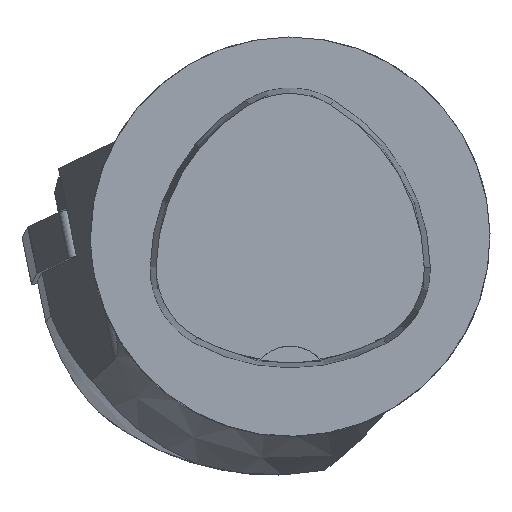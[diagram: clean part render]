
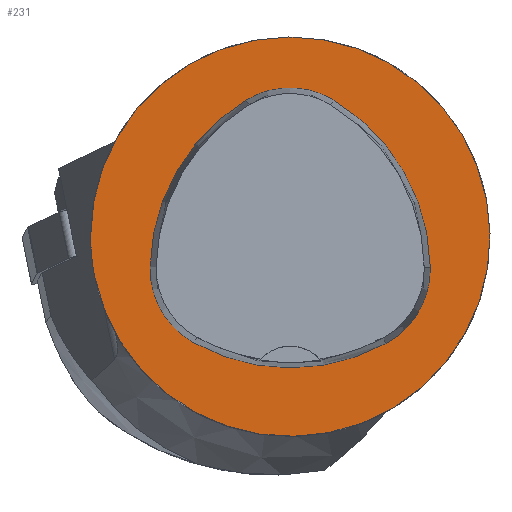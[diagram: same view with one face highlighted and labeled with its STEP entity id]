
A CAD part, top view. The second image highlights one B-rep face of the part: STEP entity #231.
In plain terms, the highlighted planar face has unit normal (0, 0, 1).
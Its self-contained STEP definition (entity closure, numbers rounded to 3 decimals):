
#136=FACE_BOUND('',#453,.T.);
#137=FACE_BOUND('',#454,.T.);
#154=CIRCLE('',#1681,20.);
#156=CIRCLE('',#1692,20.);
#158=CIRCLE('',#1695,8.5);
#160=CIRCLE('',#1698,20.);
#162=CIRCLE('',#1701,8.5);
#166=CIRCLE('',#1706,20.);
#168=CIRCLE('',#1709,8.5);
#231=ADVANCED_FACE('',(#136,#137),#305,.T.);
#305=PLANE('',#1714);
#453=EDGE_LOOP('',(#695,#696,#697,#698,#699,#700));
#454=EDGE_LOOP('',(#701));
#695=ORIENTED_EDGE('',*,*,#1215,.T.);
#696=ORIENTED_EDGE('',*,*,#1195,.T.);
#697=ORIENTED_EDGE('',*,*,#1199,.T.);
#698=ORIENTED_EDGE('',*,*,#1202,.T.);
#699=ORIENTED_EDGE('',*,*,#1205,.T.);
#700=ORIENTED_EDGE('',*,*,#1213,.T.);
#701=ORIENTED_EDGE('',*,*,#1177,.F.);
#1018=VERTEX_POINT('',#2450);
#1036=VERTEX_POINT('',#2487);
#1037=VERTEX_POINT('',#2488);
#1040=VERTEX_POINT('',#2496);
#1042=VERTEX_POINT('',#2502);
#1044=VERTEX_POINT('',#2508);
#1051=VERTEX_POINT('',#2529);
#1177=EDGE_CURVE('',#1018,#1018,#154,.T.);
#1195=EDGE_CURVE('',#1036,#1037,#156,.T.);
#1199=EDGE_CURVE('',#1037,#1040,#158,.T.);
#1202=EDGE_CURVE('',#1040,#1042,#160,.T.);
#1205=EDGE_CURVE('',#1042,#1044,#162,.T.);
#1213=EDGE_CURVE('',#1044,#1051,#166,.T.);
#1215=EDGE_CURVE('',#1051,#1036,#168,.T.);
#1681=AXIS2_PLACEMENT_3D('',#2449,#1919,#1920);
#1692=AXIS2_PLACEMENT_3D('',#2486,#1949,#1950);
#1695=AXIS2_PLACEMENT_3D('',#2495,#1957,#1958);
#1698=AXIS2_PLACEMENT_3D('',#2501,#1964,#1965);
#1701=AXIS2_PLACEMENT_3D('',#2507,#1971,#1972);
#1706=AXIS2_PLACEMENT_3D('',#2530,#1983,#1984);
#1709=AXIS2_PLACEMENT_3D('',#2533,#1989,#1990);
#1714=AXIS2_PLACEMENT_3D('',#2538,#1999,#2000);
#1919=DIRECTION('',(0.,0.,-1.));
#1920=DIRECTION('',(-1.,0.,0.));
#1949=DIRECTION('',(0.,0.,-1.));
#1950=DIRECTION('',(-1.,0.,0.));
#1957=DIRECTION('',(0.,0.,-1.));
#1958=DIRECTION('',(-1.,0.,0.));
#1964=DIRECTION('',(0.,0.,-1.));
#1965=DIRECTION('',(-1.,0.,0.));
#1971=DIRECTION('',(0.,0.,-1.));
#1972=DIRECTION('',(-1.,0.,0.));
#1983=DIRECTION('',(0.,0.,-1.));
#1984=DIRECTION('',(-1.,0.,0.));
#1989=DIRECTION('',(0.,0.,-1.));
#1990=DIRECTION('',(-1.,0.,0.));
#1999=DIRECTION('',(0.,0.,1.));
#2000=DIRECTION('',(-1.,0.,0.));
#2449=CARTESIAN_POINT('',(0.,0.,
0.));
#2450=CARTESIAN_POINT('',(-20.,0.,0.));
#2486=CARTESIAN_POINT('',(5.955,-3.414,0.));
#2487=CARTESIAN_POINT('',(-14.041,-3.042,0.));
#2488=CARTESIAN_POINT('',(-4.472,13.653,0.));
#2495=CARTESIAN_POINT('',(-0.04,6.4,0.));
#2496=CARTESIAN_POINT('',(4.347,13.68,0.));
#2501=CARTESIAN_POINT('',(-5.976,-3.45,0.));
#2502=CARTESIAN_POINT('',(14.021,-3.075,0.));
#2507=CARTESIAN_POINT('',(5.522,-3.235,0.));
#2508=CARTESIAN_POINT('',(9.588,-10.699,0.));
#2529=CARTESIAN_POINT('',(-9.655,-10.639,0.));
#2530=CARTESIAN_POINT('',(0.022,6.864,0.));
#2533=CARTESIAN_POINT('',(-5.543,-3.2,0.));
#2538=CARTESIAN_POINT('',(0.,0.,
0.));
